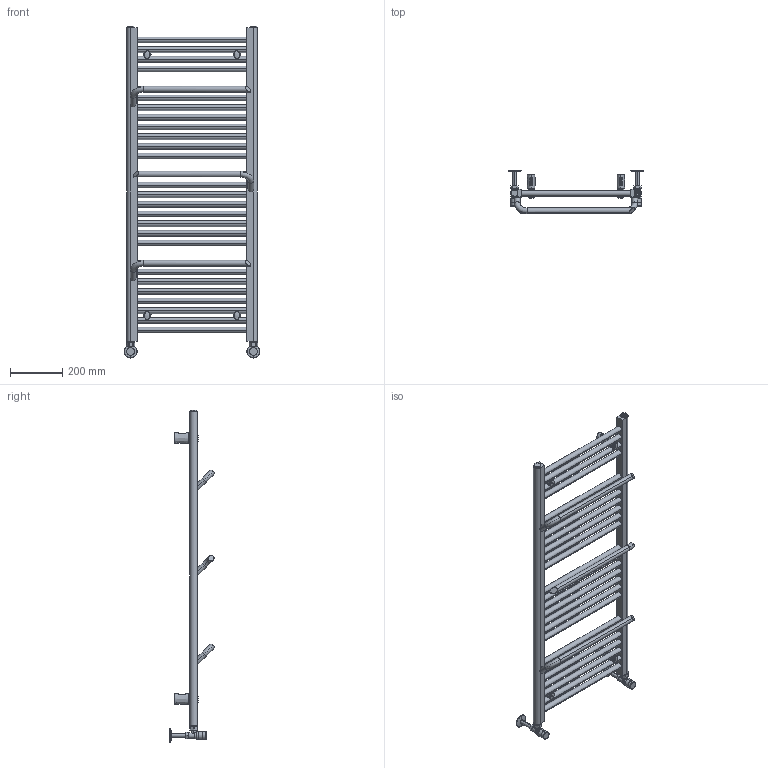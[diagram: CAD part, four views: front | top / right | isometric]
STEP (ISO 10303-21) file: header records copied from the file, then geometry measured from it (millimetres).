
FILE_DESCRIPTION (( 'STEP AP203' ), '1' );
FILE_NAME ('R01379Ê÷è¾-1200x500.STEP', '2018-06-21T07:02:25', ( 'USER-' ), ( 'MS' ), 'SwSTEP 2.0', 'SolidWorks 2010', '' );
FILE_SCHEMA (( 'CONFIG_CONTROL_DESIGN' ));
Length unit declared in the file: millimetre
Products named in the file (15): 變瑞; 訇減俔奪2; RP0101-02; RP0102-01_Default; RP0101-03蚾庉裔; R01379攷颲-1200x500; 500翋奪; 訇減俔奪; 佪黑; 褒概; R01盓傅郋极; RP0101-03; M6X35坋趼蹟佪隊_GB_WOOD_SCREWS_TYPE136 M6X35-C; M5X16坋趼蹟佪隊_GB_SOCKET_TYPE7 M5X16-C; 1180盓奪
Assembly tree (44 placements, depth 3):
  R01379攷颲-1200x500
    1180盓奪  x25
    訇減俔奪  x2
    變瑞
    訇減俔奪2
    R01盓傅郋极  x4
      RP0101-02
      M5X16坋趼蹟佪隊_GB_SOCKET_TYPE7 M5X16-C
      RP0102-01_Default
      RP0101-03蚾庉裔
      RP0101-03
      M6X35坋趼蹟佪隊_GB_WOOD_SCREWS_TYPE136 M6X35-C
    佪黑
    褒概  x2
    500翋奪  x2
Bounding box: 520 x 168.57 x 1270.5 mm (x, y, z)
Volume: 7508633.9 mm3; surface area: 1306671.3 mm2
Topology: 60 solids, 60 shells, 988 faces, 2290 edges, 1464 vertices
Faces by surface type: plane 412, cylinder 384, torus 62, bspline 60, cone 54, sphere 16
Entity records: 14972 total; most frequent: CARTESIAN_POINT 5448, DIRECTION 1564, ORIENTED_EDGE 1434, EDGE_CURVE 717, AXIS2_PLACEMENT_3D 617, VERTEX_POINT 460, VECTOR 330, LINE 330
